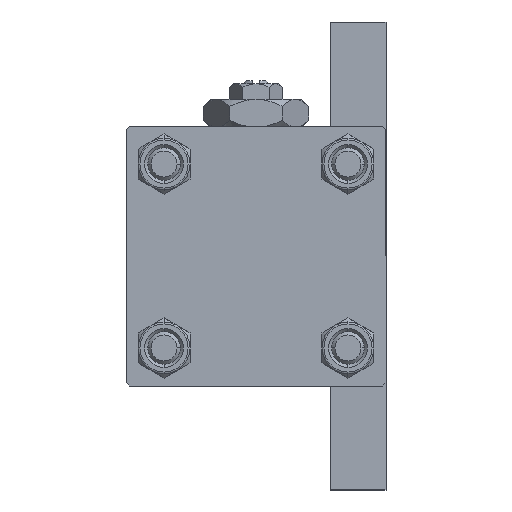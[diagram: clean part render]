
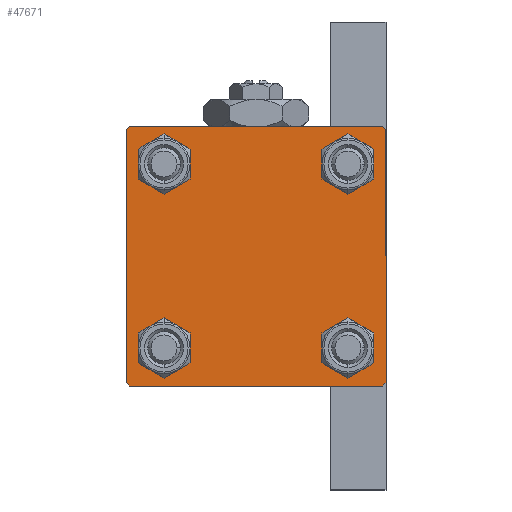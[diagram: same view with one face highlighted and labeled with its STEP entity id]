
A CAD part, left-side view. The second image highlights one B-rep face of the part: STEP entity #47671.
In plain terms, the highlighted planar face has unit normal (-1, 0, 0).
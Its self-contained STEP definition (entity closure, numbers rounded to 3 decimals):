
#589 = FACE_BOUND ( 'NONE', #38407, .T. ) ;
#1652 = DIRECTION ( 'NONE',  ( 1., 0., 0. ) ) ;
#2118 = DIRECTION ( 'NONE',  ( 0., 0.707, 0.707 ) ) ;
#2190 = DIRECTION ( 'NONE',  ( 0., -1., 0. ) ) ;
#2384 = CARTESIAN_POINT ( 'NONE',  ( 0., -20., -19.5 ) ) ;
#2407 = CARTESIAN_POINT ( 'NONE',  ( 0., -14.15, 14.15 ) ) ;
#2824 = CARTESIAN_POINT ( 'NONE',  ( 0., 14.15, 17.15 ) ) ;
#3267 = EDGE_LOOP ( 'NONE', ( #24193, #26539, #34306, #38026, #4002, #30738, #29264, #45190 ) ) ;
#4002 = ORIENTED_EDGE ( 'NONE', *, *, #48340, .F. ) ;
#4510 = DIRECTION ( 'NONE',  ( 0., 0., 1. ) ) ;
#4583 = EDGE_CURVE ( 'NONE', #36814, #25666, #5520, .T. ) ;
#5089 = DIRECTION ( 'NONE',  ( 0., 0., 1. ) ) ;
#5150 = LINE ( 'NONE', #29249, #46410 ) ;
#5171 = DIRECTION ( 'NONE',  ( -1., 0., 0. ) ) ;
#5520 = LINE ( 'NONE', #13877, #6687 ) ;
#5685 = LINE ( 'NONE', #8307, #37436 ) ;
#5835 = CIRCLE ( 'NONE', #48017, 3. ) ;
#6111 = ORIENTED_EDGE ( 'NONE', *, *, #8974, .T. ) ;
#6112 = CIRCLE ( 'NONE', #17456, 3. ) ;
#6687 = VECTOR ( 'NONE', #2190, 1000. ) ;
#7474 = VERTEX_POINT ( 'NONE', #42203 ) ;
#8307 = CARTESIAN_POINT ( 'NONE',  ( 0., -19.75, 19.75 ) ) ;
#8377 = CARTESIAN_POINT ( 'NONE',  ( 0., 14.15, 11.15 ) ) ;
#8897 = CARTESIAN_POINT ( 'NONE',  ( 0., -14.15, -14.15 ) ) ;
#8913 = EDGE_CURVE ( 'NONE', #7474, #13381, #35780, .T. ) ;
#8974 = EDGE_CURVE ( 'NONE', #36694, #27860, #43219, .T. ) ;
#9705 = CARTESIAN_POINT ( 'NONE',  ( 0., -19.5, 20. ) ) ;
#9774 = VERTEX_POINT ( 'NONE', #37284 ) ;
#9938 = ORIENTED_EDGE ( 'NONE', *, *, #24584, .T. ) ;
#9957 = ORIENTED_EDGE ( 'NONE', *, *, #39465, .T. ) ;
#10540 = VERTEX_POINT ( 'NONE', #2824 ) ;
#11488 = EDGE_CURVE ( 'NONE', #24177, #45660, #35149, .T. ) ;
#11549 = DIRECTION ( 'NONE',  ( 1., 0., 0. ) ) ;
#11726 = DIRECTION ( 'NONE',  ( 1., 0., 0. ) ) ;
#11775 = AXIS2_PLACEMENT_3D ( 'NONE', #2407, #1652, #14103 ) ;
#12551 = FACE_BOUND ( 'NONE', #24222, .T. ) ;
#12778 = DIRECTION ( 'NONE',  ( 0., -1., 0. ) ) ;
#12842 = CARTESIAN_POINT ( 'NONE',  ( 0., -14.15, -17.15 ) ) ;
#12997 = ORIENTED_EDGE ( 'NONE', *, *, #36443, .T. ) ;
#13164 = VECTOR ( 'NONE', #16484, 1000. ) ;
#13248 = AXIS2_PLACEMENT_3D ( 'NONE', #8897, #31766, #5089 ) ;
#13381 = VERTEX_POINT ( 'NONE', #31782 ) ;
#13877 = CARTESIAN_POINT ( 'NONE',  ( 0., 20., 20. ) ) ;
#14103 = DIRECTION ( 'NONE',  ( 0., 0., 1. ) ) ;
#14356 = CARTESIAN_POINT ( 'NONE',  ( 0., -20., 20. ) ) ;
#14608 = LINE ( 'NONE', #14356, #31116 ) ;
#15098 = VECTOR ( 'NONE', #42804, 1000. ) ;
#15102 = CARTESIAN_POINT ( 'NONE',  ( 0., 19.75, 19.75 ) ) ;
#16484 = DIRECTION ( 'NONE',  ( 0., -0.707, -0.707 ) ) ;
#16643 = CARTESIAN_POINT ( 'NONE',  ( 0., 14.15, -11.15 ) ) ;
#17164 = EDGE_LOOP ( 'NONE', ( #41917, #6111 ) ) ;
#17456 = AXIS2_PLACEMENT_3D ( 'NONE', #20340, #11726, #27217 ) ;
#17906 = VERTEX_POINT ( 'NONE', #2384 ) ;
#19039 = EDGE_CURVE ( 'NONE', #43682, #10540, #29937, .T. ) ;
#19182 = DIRECTION ( 'NONE',  ( 0., 0., 1. ) ) ;
#19601 = CIRCLE ( 'NONE', #28555, 3. ) ;
#19629 = VERTEX_POINT ( 'NONE', #35564 ) ;
#19816 = CARTESIAN_POINT ( 'NONE',  ( 0., -19.75, -19.75 ) ) ;
#20033 = AXIS2_PLACEMENT_3D ( 'NONE', #27907, #32719, #24111 ) ;
#20340 = CARTESIAN_POINT ( 'NONE',  ( 0., 14.15, -14.15 ) ) ;
#21220 = CARTESIAN_POINT ( 'NONE',  ( 0., 14.15, -17.15 ) ) ;
#21655 = EDGE_CURVE ( 'NONE', #36814, #30164, #38471, .T. ) ;
#23127 = CIRCLE ( 'NONE', #11775, 3. ) ;
#23583 = EDGE_CURVE ( 'NONE', #9774, #25666, #5685, .T. ) ;
#23742 = FACE_BOUND ( 'NONE', #39184, .T. ) ;
#24111 = DIRECTION ( 'NONE',  ( 0., 0., 1. ) ) ;
#24177 = VERTEX_POINT ( 'NONE', #30120 ) ;
#24193 = ORIENTED_EDGE ( 'NONE', *, *, #42315, .T. ) ;
#24222 = EDGE_LOOP ( 'NONE', ( #12997, #39930 ) ) ;
#24319 = VERTEX_POINT ( 'NONE', #16643 ) ;
#24392 = VECTOR ( 'NONE', #39234, 1000. ) ;
#24584 = EDGE_CURVE ( 'NONE', #10540, #43682, #19601, .T. ) ;
#24699 = EDGE_CURVE ( 'NONE', #13381, #19629, #5150, .T. ) ;
#25666 = VERTEX_POINT ( 'NONE', #9705 ) ;
#26126 = DIRECTION ( 'NONE',  ( 0., 0., 1. ) ) ;
#26539 = ORIENTED_EDGE ( 'NONE', *, *, #8913, .T. ) ;
#27217 = DIRECTION ( 'NONE',  ( 0., 0., 1. ) ) ;
#27514 = AXIS2_PLACEMENT_3D ( 'NONE', #42645, #43140, #4510 ) ;
#27850 = AXIS2_PLACEMENT_3D ( 'NONE', #32344, #5171, #39238 ) ;
#27860 = VERTEX_POINT ( 'NONE', #30172 ) ;
#27907 = CARTESIAN_POINT ( 'NONE',  ( 0., -14.15, -14.15 ) ) ;
#28555 = AXIS2_PLACEMENT_3D ( 'NONE', #31333, #39218, #34881 ) ;
#28711 = CARTESIAN_POINT ( 'NONE',  ( 0., -14.15, 11.15 ) ) ;
#29249 = CARTESIAN_POINT ( 'NONE',  ( 0., 20., -20. ) ) ;
#29264 = ORIENTED_EDGE ( 'NONE', *, *, #4583, .F. ) ;
#29937 = CIRCLE ( 'NONE', #27514, 3. ) ;
#30120 = CARTESIAN_POINT ( 'NONE',  ( 0., -14.15, -11.15 ) ) ;
#30164 = VERTEX_POINT ( 'NONE', #38596 ) ;
#30172 = CARTESIAN_POINT ( 'NONE',  ( 0., -14.15, 17.15 ) ) ;
#30738 = ORIENTED_EDGE ( 'NONE', *, *, #23583, .T. ) ;
#31116 = VECTOR ( 'NONE', #37734, 1000. ) ;
#31333 = CARTESIAN_POINT ( 'NONE',  ( 0., 14.15, 14.15 ) ) ;
#31766 = DIRECTION ( 'NONE',  ( 1., 0., 0. ) ) ;
#31782 = CARTESIAN_POINT ( 'NONE',  ( 0., 19.5, -20. ) ) ;
#32344 = CARTESIAN_POINT ( 'NONE',  ( 0., 0., 0. ) ) ;
#32719 = DIRECTION ( 'NONE',  ( 1., 0., 0. ) ) ;
#33518 = CARTESIAN_POINT ( 'NONE',  ( 0., 19.5, 20. ) ) ;
#34306 = ORIENTED_EDGE ( 'NONE', *, *, #24699, .T. ) ;
#34881 = DIRECTION ( 'NONE',  ( 0., 0., 1. ) ) ;
#35149 = CIRCLE ( 'NONE', #13248, 3. ) ;
#35159 = PLANE ( 'NONE',  #27850 ) ;
#35284 = EDGE_CURVE ( 'NONE', #27860, #36694, #23127, .T. ) ;
#35409 = LINE ( 'NONE', #43306, #15098 ) ;
#35562 = VECTOR ( 'NONE', #42438, 1000. ) ;
#35564 = CARTESIAN_POINT ( 'NONE',  ( 0., -19.5, -20. ) ) ;
#35780 = LINE ( 'NONE', #40116, #13164 ) ;
#36443 = EDGE_CURVE ( 'NONE', #24319, #37170, #6112, .T. ) ;
#36694 = VERTEX_POINT ( 'NONE', #28711 ) ;
#36814 = VERTEX_POINT ( 'NONE', #33518 ) ;
#37170 = VERTEX_POINT ( 'NONE', #21220 ) ;
#37284 = CARTESIAN_POINT ( 'NONE',  ( 0., -20., 19.5 ) ) ;
#37436 = VECTOR ( 'NONE', #2118, 1000. ) ;
#37734 = DIRECTION ( 'NONE',  ( 0., 0., -1. ) ) ;
#38026 = ORIENTED_EDGE ( 'NONE', *, *, #43697, .T. ) ;
#38407 = EDGE_LOOP ( 'NONE', ( #9938, #38417 ) ) ;
#38417 = ORIENTED_EDGE ( 'NONE', *, *, #19039, .T. ) ;
#38471 = LINE ( 'NONE', #15102, #24392 ) ;
#38596 = CARTESIAN_POINT ( 'NONE',  ( 0., 20., 19.5 ) ) ;
#39125 = LINE ( 'NONE', #19816, #35562 ) ;
#39184 = EDGE_LOOP ( 'NONE', ( #39565, #9957 ) ) ;
#39218 = DIRECTION ( 'NONE',  ( 1., 0., 0. ) ) ;
#39234 = DIRECTION ( 'NONE',  ( 0., 0.707, -0.707 ) ) ;
#39238 = DIRECTION ( 'NONE',  ( 0., 0., 1. ) ) ;
#39465 = EDGE_CURVE ( 'NONE', #45660, #24177, #43548, .T. ) ;
#39565 = ORIENTED_EDGE ( 'NONE', *, *, #11488, .T. ) ;
#39930 = ORIENTED_EDGE ( 'NONE', *, *, #44506, .T. ) ;
#40116 = CARTESIAN_POINT ( 'NONE',  ( 0., 19.75, -19.75 ) ) ;
#41133 = DIRECTION ( 'NONE',  ( 1., 0., 0. ) ) ;
#41917 = ORIENTED_EDGE ( 'NONE', *, *, #35284, .T. ) ;
#42203 = CARTESIAN_POINT ( 'NONE',  ( 0., 20., -19.5 ) ) ;
#42315 = EDGE_CURVE ( 'NONE', #30164, #7474, #35409, .T. ) ;
#42438 = DIRECTION ( 'NONE',  ( 0., -0.707, 0.707 ) ) ;
#42645 = CARTESIAN_POINT ( 'NONE',  ( 0., 14.15, 14.15 ) ) ;
#42804 = DIRECTION ( 'NONE',  ( 0., 0., -1. ) ) ;
#43140 = DIRECTION ( 'NONE',  ( 1., 0., 0. ) ) ;
#43219 = CIRCLE ( 'NONE', #44840, 3. ) ;
#43306 = CARTESIAN_POINT ( 'NONE',  ( 0., 20., 20. ) ) ;
#43548 = CIRCLE ( 'NONE', #20033, 3. ) ;
#43682 = VERTEX_POINT ( 'NONE', #8377 ) ;
#43697 = EDGE_CURVE ( 'NONE', #19629, #17906, #39125, .T. ) ;
#44506 = EDGE_CURVE ( 'NONE', #37170, #24319, #5835, .T. ) ;
#44840 = AXIS2_PLACEMENT_3D ( 'NONE', #50184, #11549, #19182 ) ;
#45190 = ORIENTED_EDGE ( 'NONE', *, *, #21655, .T. ) ;
#45660 = VERTEX_POINT ( 'NONE', #12842 ) ;
#46410 = VECTOR ( 'NONE', #12778, 1000. ) ;
#47362 = FACE_BOUND ( 'NONE', #17164, .T. ) ;
#47607 = FACE_OUTER_BOUND ( 'NONE', #3267, .T. ) ;
#47671 = ADVANCED_FACE ( 'NONE', ( #47362, #23742, #12551, #589, #47607 ), #35159, .T. ) ;
#48017 = AXIS2_PLACEMENT_3D ( 'NONE', #49264, #41133, #26126 ) ;
#48340 = EDGE_CURVE ( 'NONE', #9774, #17906, #14608, .T. ) ;
#49264 = CARTESIAN_POINT ( 'NONE',  ( 0., 14.15, -14.15 ) ) ;
#50184 = CARTESIAN_POINT ( 'NONE',  ( 0., -14.15, 14.15 ) ) ;
